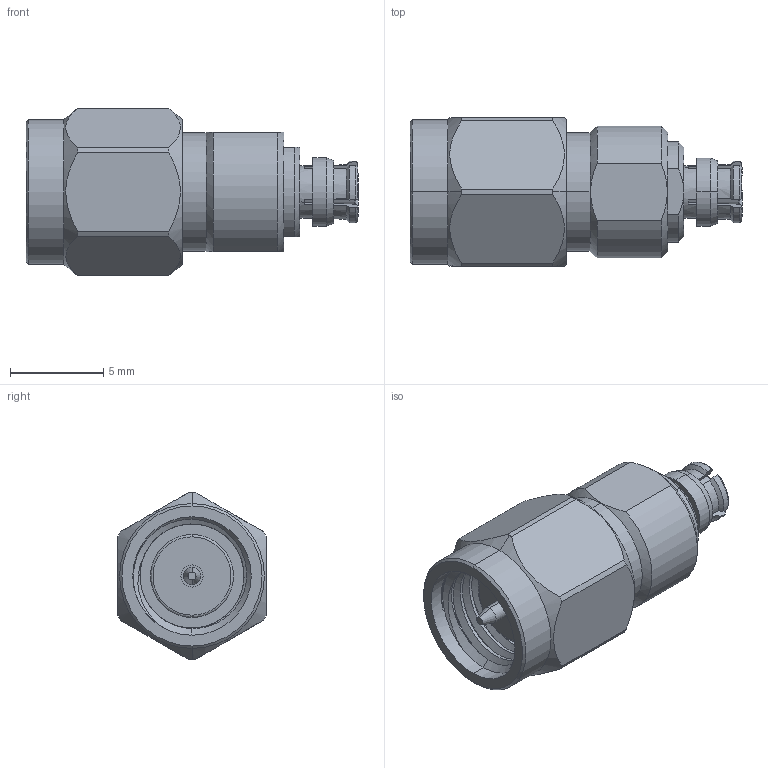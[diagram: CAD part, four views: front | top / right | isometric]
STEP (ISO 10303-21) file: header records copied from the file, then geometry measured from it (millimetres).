
FILE_DESCRIPTION (( 'STEP AP203' ), '1' );
FILE_NAME ('PE91312.step', '2019-02-07T15:51:45', ( '' ), ( '' ), 'SwSTEP 2.0', 'SolidWorks 2017', '' );
FILE_SCHEMA (( 'CONFIG_CONTROL_DESIGN' ));
Length unit declared in the file: inch
Products named in the file (1): PE91312
Bounding box: 17.8 x 7.94 x 8.99 mm (x, y, z)
Volume: 566.6 mm3; surface area: 786.7 mm2
Topology: 3 solids, 3 shells, 152 faces, 378 edges, 244 vertices
Faces by surface type: cylinder 55, plane 42, cone 34, bspline 21
Entity records: 7361 total; most frequent: CARTESIAN_POINT 3963, ORIENTED_EDGE 756, DIRECTION 627, EDGE_CURVE 378, AXIS2_PLACEMENT_3D 259, VERTEX_POINT 244, EDGE_LOOP 166, ADVANCED_FACE 152
